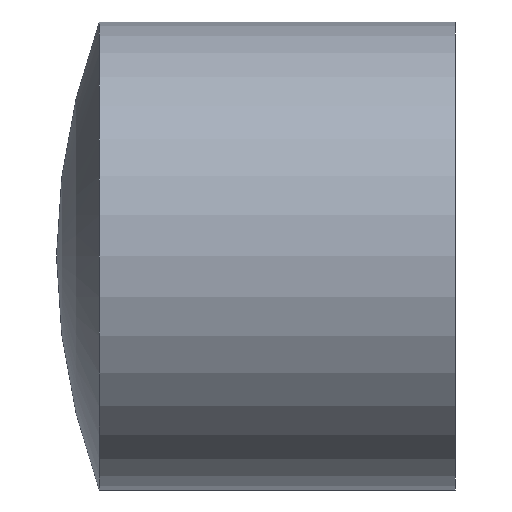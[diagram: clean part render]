
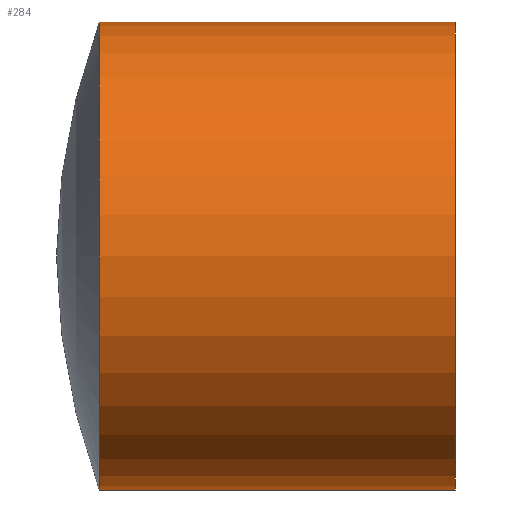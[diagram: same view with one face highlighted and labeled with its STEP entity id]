
A CAD part, left-side view. The second image highlights one B-rep face of the part: STEP entity #284.
In plain terms, the highlighted cylindrical face has radius 62.5 mm (diameter 125 mm), a partial arc.
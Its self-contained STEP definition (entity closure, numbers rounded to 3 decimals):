
#1 = CARTESIAN_POINT ( 'NONE',  ( 0., 95.157, -62.5 ) ) ;
#22 = CARTESIAN_POINT ( 'NONE',  ( 0., 95.157, 62.5 ) ) ;
#23 = CARTESIAN_POINT ( 'NONE',  ( 0., 0., 0. ) ) ;
#34 = ORIENTED_EDGE ( 'NONE', *, *, #151, .F. ) ;
#42 = LINE ( 'NONE', #123, #115 ) ;
#44 = CARTESIAN_POINT ( 'NONE',  ( 0., 95.157, 0. ) ) ;
#45 = AXIS2_PLACEMENT_3D ( 'NONE', #23, #126, #223 ) ;
#66 = DIRECTION ( 'NONE',  ( 0., -1., 0. ) ) ;
#67 = CARTESIAN_POINT ( 'NONE',  ( 0., 0., 62.5 ) ) ;
#83 = ORIENTED_EDGE ( 'NONE', *, *, #154, .T. ) ;
#84 = ORIENTED_EDGE ( 'NONE', *, *, #213, .T. ) ;
#90 = DIRECTION ( 'NONE',  ( 0., 0., -1. ) ) ;
#100 = AXIS2_PLACEMENT_3D ( 'NONE', #44, #147, #244 ) ;
#104 = CIRCLE ( 'NONE', #100, 62.5 ) ;
#115 = VECTOR ( 'NONE', #220, 1000. ) ;
#123 = CARTESIAN_POINT ( 'NONE',  ( 0., 0., 62.5 ) ) ;
#125 = CARTESIAN_POINT ( 'NONE',  ( 0., 0., -62.5 ) ) ;
#126 = DIRECTION ( 'NONE',  ( 0., -1., 0. ) ) ;
#140 = VECTOR ( 'NONE', #66, 1000. ) ;
#145 = AXIS2_PLACEMENT_3D ( 'NONE', #218, #305, #90 ) ;
#146 = CIRCLE ( 'NONE', #145, 62.5 ) ;
#147 = DIRECTION ( 'NONE',  ( 0., -1., 0. ) ) ;
#149 = FACE_OUTER_BOUND ( 'NONE', #298, .T. ) ;
#151 = EDGE_CURVE ( 'NONE', #192, #234, #146, .T. ) ;
#154 = EDGE_CURVE ( 'NONE', #260, #234, #199, .T. ) ;
#192 = VERTEX_POINT ( 'NONE', #67 ) ;
#195 = EDGE_CURVE ( 'NONE', #214, #192, #42, .T. ) ;
#199 = LINE ( 'NONE', #283, #140 ) ;
#213 = EDGE_CURVE ( 'NONE', #214, #260, #104, .T. ) ;
#214 = VERTEX_POINT ( 'NONE', #22 ) ;
#218 = CARTESIAN_POINT ( 'NONE',  ( 0., 0., 0. ) ) ;
#220 = DIRECTION ( 'NONE',  ( 0., -1., 0. ) ) ;
#223 = DIRECTION ( 'NONE',  ( 0., 0., -1. ) ) ;
#234 = VERTEX_POINT ( 'NONE', #125 ) ;
#244 = DIRECTION ( 'NONE',  ( 0., 0., -1. ) ) ;
#246 = CYLINDRICAL_SURFACE ( 'NONE', #45, 62.5 ) ;
#260 = VERTEX_POINT ( 'NONE', #1 ) ;
#278 = ORIENTED_EDGE ( 'NONE', *, *, #195, .F. ) ;
#283 = CARTESIAN_POINT ( 'NONE',  ( 0., 0., -62.5 ) ) ;
#284 = ADVANCED_FACE ( 'NONE', ( #149 ), #246, .T. ) ;
#298 = EDGE_LOOP ( 'NONE', ( #278, #84, #83, #34 ) ) ;
#305 = DIRECTION ( 'NONE',  ( 0., -1., 0. ) ) ;
